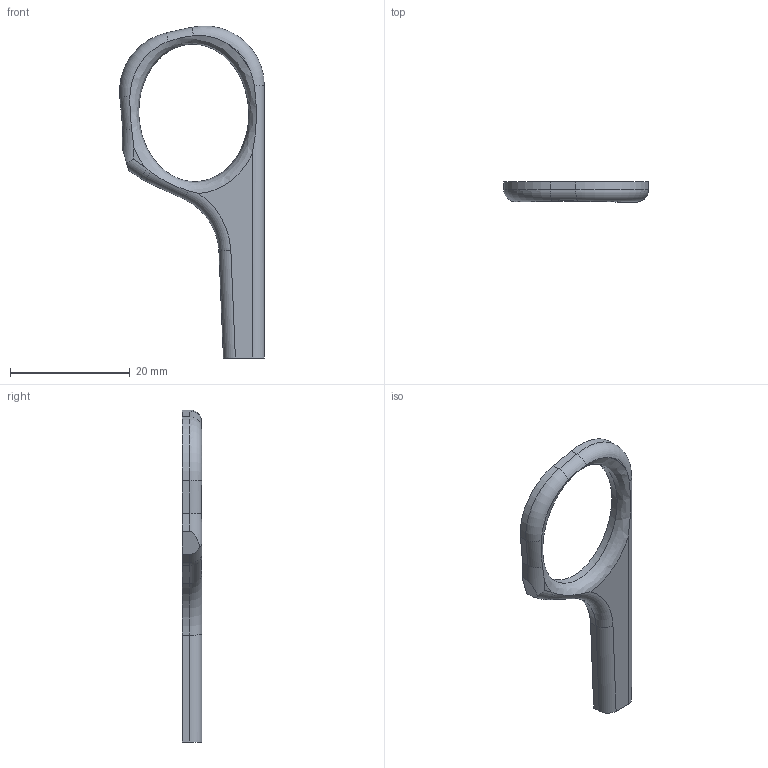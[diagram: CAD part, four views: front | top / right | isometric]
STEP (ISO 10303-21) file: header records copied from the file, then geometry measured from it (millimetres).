
FILE_DESCRIPTION(/* description */ (''),/* implementation_level */ '2;1');
FILE_NAME(/* name */ 'Scissors handle 2 (half 1).step',/* time_stamp */ '2017-08-07T12:25:34+02:00',/* author */ ('resaj'),/* organization */ (''),/* preprocessor_version */ 'ST-DEVELOPER v15.2',/* originating_system */ 'Autodesk Inventor 2014',/* authorisation */ '');
FILE_SCHEMA (('AUTOMOTIVE_DESIGN { 1 0 10303 214 3 1 1 }'));
Length unit declared in the file: millimetre
Products named in the file (1): Scissors handle 2 (half 1)
Bounding box: 24.2 x 3.3 x 55.55 mm (x, y, z)
Volume: 1454.1 mm3; surface area: 1493.3 mm2
Topology: 1 solids, 1 shells, 31 faces, 80 edges, 50 vertices
Faces by surface type: plane 14, cylinder 11, torus 4, bspline 2
Entity records: 1231 total; most frequent: CARTESIAN_POINT 472, ORIENTED_EDGE 160, DIRECTION 148, EDGE_CURVE 80, AXIS2_PLACEMENT_3D 57, VERTEX_POINT 50, LINE 34, VECTOR 34
